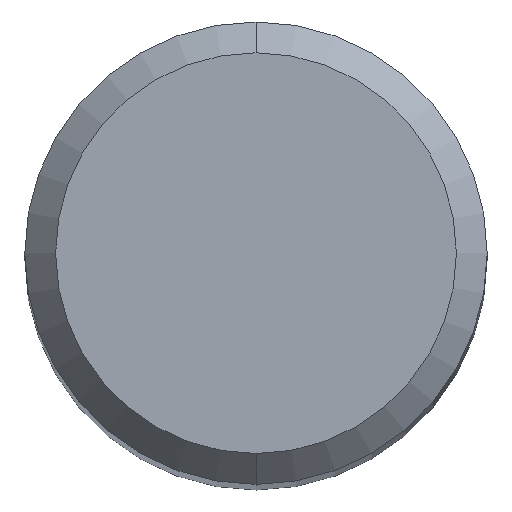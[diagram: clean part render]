
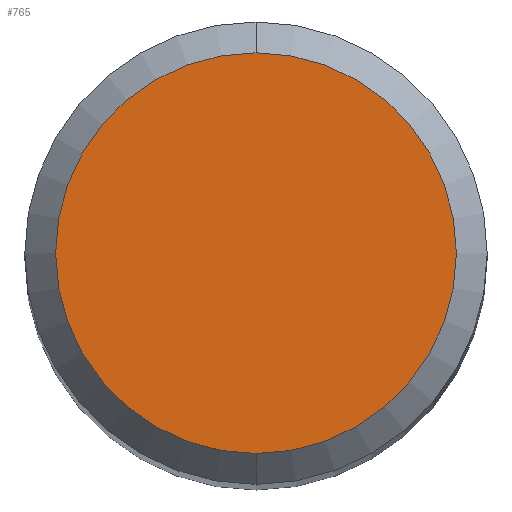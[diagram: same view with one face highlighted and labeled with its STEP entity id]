
A CAD part, top view. The second image highlights one B-rep face of the part: STEP entity #765.
In plain terms, the highlighted planar face has unit normal (0, 0, 1).
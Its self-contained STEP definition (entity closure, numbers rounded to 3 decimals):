
#431=EDGE_CURVE('',#577,#695,#973,.T.);
#577=VERTEX_POINT('',#1138);
#653=EDGE_CURVE('',#695,#577,#1222,.T.);
#695=VERTEX_POINT('',#1269);
#765=ADVANCED_FACE('',(#1343),#1344,.T.);
#973=CIRCLE('',#1901,2.6);
#1138=CARTESIAN_POINT('',(0.0,2.6,0.0));
#1222=CIRCLE('',#3044,2.6);
#1269=CARTESIAN_POINT('',(0.,-2.6,0.0));
#1343=FACE_OUTER_BOUND('',#3779,.T.);
#1344=PLANE('',#3780);
#1901=AXIS2_PLACEMENT_3D('',#4013,#4014,#4015);
#3044=AXIS2_PLACEMENT_3D('',#4367,#4368,#4369);
#3779=EDGE_LOOP('',(#4502,#4503));
#3780=AXIS2_PLACEMENT_3D('',#4504,#4505,#4506);
#4013=CARTESIAN_POINT('',(0.0,0.0,0.0));
#4014=DIRECTION('',(0.0,0.0,-1.0));
#4015=DIRECTION('',(0.0,1.0,0.0));
#4367=CARTESIAN_POINT('',(0.0,0.0,0.0));
#4368=DIRECTION('',(0.0,0.0,-1.0));
#4369=DIRECTION('',(0.0,1.0,0.0));
#4502=ORIENTED_EDGE('',*,*,#431,.F.);
#4503=ORIENTED_EDGE('',*,*,#653,.F.);
#4504=CARTESIAN_POINT('',(0.0,1.3,0.0));
#4505=DIRECTION('',(-0.0,0.0,1.0));
#4506=DIRECTION('',(0.0,-1.0,0.0));
